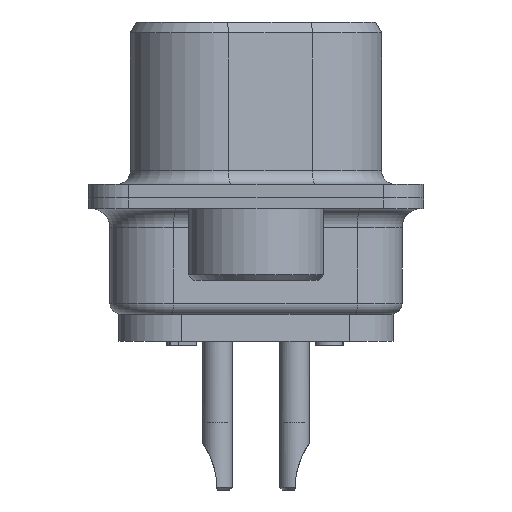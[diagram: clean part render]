
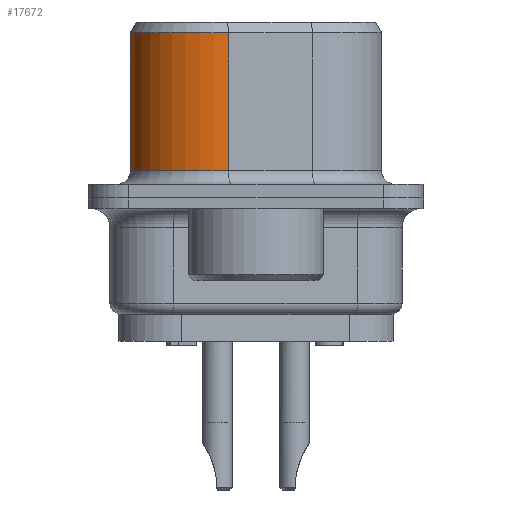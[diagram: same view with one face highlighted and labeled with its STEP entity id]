
A CAD part, left-side view. The second image highlights one B-rep face of the part: STEP entity #17672.
In plain terms, the highlighted cylindrical face has radius 3.1 mm (diameter 6.2 mm), a partial arc.
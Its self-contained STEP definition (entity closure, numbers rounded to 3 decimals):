
#1724=LINE('',#36522,#3179);
#1801=LINE('',#36726,#3256);
#3179=VECTOR('',#24192,1000.);
#3256=VECTOR('',#24349,1000.);
#4132=CIRCLE('',#20385,3.1);
#4133=CIRCLE('',#20386,3.1);
#4357=CYLINDRICAL_SURFACE('',#20384,3.1);
#8227=ORIENTED_EDGE('',*,*,#11180,.F.);
#8228=ORIENTED_EDGE('',*,*,#11079,.F.);
#8229=ORIENTED_EDGE('',*,*,#11181,.F.);
#8230=ORIENTED_EDGE('',*,*,#11178,.T.);
#11079=EDGE_CURVE('',#12925,#12923,#1724,.T.);
#11178=EDGE_CURVE('',#13013,#13012,#1801,.T.);
#11180=EDGE_CURVE('',#12923,#13012,#4132,.T.);
#11181=EDGE_CURVE('',#13013,#12925,#4133,.T.);
#12923=VERTEX_POINT('',#36517);
#12925=VERTEX_POINT('',#36521);
#13012=VERTEX_POINT('',#36725);
#13013=VERTEX_POINT('',#36727);
#14455=EDGE_LOOP('',(#8227,#8228,#8229,#8230));
#15913=FACE_BOUND('',#14455,.T.);
#17672=ADVANCED_FACE('',(#15913),#4357,.T.);
#20384=AXIS2_PLACEMENT_3D('',#36729,#24351,#24352);
#20385=AXIS2_PLACEMENT_3D('',#36730,#24353,#24354);
#20386=AXIS2_PLACEMENT_3D('',#36731,#24355,#24356);
#24192=DIRECTION('',(0.,0.,-1.));
#24349=DIRECTION('',(0.,0.,-1.));
#24351=DIRECTION('',(0.,0.,-1.));
#24352=DIRECTION('',(0.985,-0.174,0.));
#24353=DIRECTION('',(0.,0.,-1.));
#24354=DIRECTION('',(0.985,-0.174,0.));
#24355=DIRECTION('',(0.,0.,1.));
#24356=DIRECTION('',(0.766,0.643,0.));
#36517=CARTESIAN_POINT('',(25.1,4.65,-6.1));
#36521=CARTESIAN_POINT('',(25.1,4.65,-1.));
#36522=CARTESIAN_POINT('',(25.1,4.65,0.));
#36725=CARTESIAN_POINT('',(28.153,1.012,-6.1));
#36726=CARTESIAN_POINT('',(28.153,1.012,0.));
#36727=CARTESIAN_POINT('',(28.153,1.012,-1.));
#36729=CARTESIAN_POINT('',(25.1,1.55,0.));
#36730=CARTESIAN_POINT('',(25.1,1.55,-6.1));
#36731=CARTESIAN_POINT('',(25.1,1.55,-1.));
